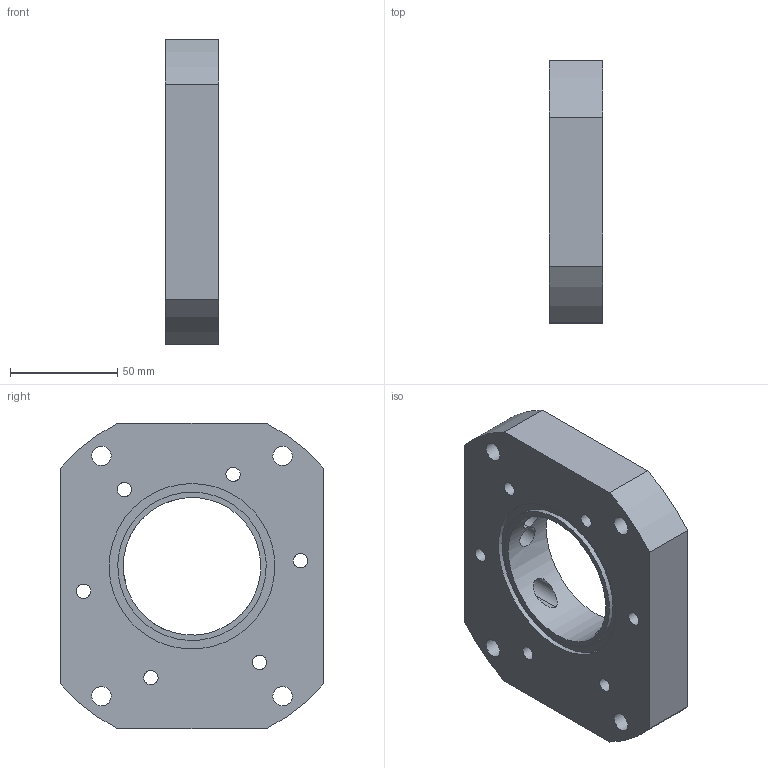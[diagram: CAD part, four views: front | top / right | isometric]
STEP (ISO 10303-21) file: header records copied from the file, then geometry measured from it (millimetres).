
FILE_DESCRIPTION(('THIS FILE CONTAINS SOME STEP INSTANCES'),'1');
FILE_NAME('LE-CB-001-01 Stator.stp','2021-09-24T13:20:07',('UNDEFINED'),('UNDEFINED'),'T-FLEX CAD STEP converter','T-FLEX CAD','');
FILE_SCHEMA(('CONFIG_CONTROL_DESIGN'));
Length unit declared in the file: metre
Products named in the file (1): T骴o_9
Bounding box: 25 x 122 x 142 mm (x, y, z)
Volume: 293390.7 mm3; surface area: 57391.1 mm2
Topology: 1 solids, 1 shells, 54 faces, 137 edges, 90 vertices
Faces by surface type: cylinder 35, plane 16, cone 3
Full cylindrical faces by diameter (mm): 6.647 x8, 9 x4, 10 x1, 15 x1, 64 x1, 69 x2, 77 x2
Entity records: 3140 total; most frequent: CARTESIAN_POINT 1585, ORIENTED_EDGE 242, DIRECTION 158, EDGE_CURVE 121, EDGE_LOOP 105, VERTEX_POINT 90, FACE_OUTER_BOUND 66, STYLED_ITEM 56
